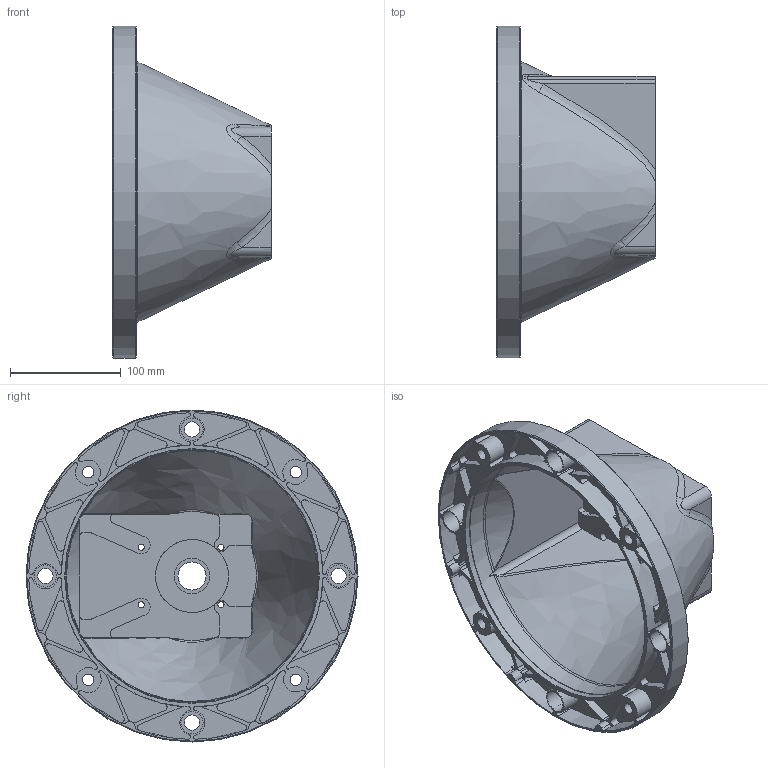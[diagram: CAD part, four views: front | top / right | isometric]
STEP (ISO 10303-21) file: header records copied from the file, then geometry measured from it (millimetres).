
FILE_DESCRIPTION(('STEP AP203'),'2;1');
FILE_NAME('LS310.stp','2005-07-21T17:42:01',(''),(''),'9.0.0','THINKDESIGN','');
FILE_SCHEMA(('CONFIG_CONTROL_DESIGN'));
Length unit declared in the file: millimetre
Bounding box: 143 x 300 x 300 mm (x, y, z)
Volume: 586385.3 mm3; surface area: 347039.8 mm2
Topology: 2 solids, 2 shells, 391 faces, 1122 edges, 751 vertices
Faces by surface type: cylinder 217, plane 119, bspline 55
Full cylindrical faces by diameter (mm): 5.5 x4, 10.25 x4, 14 x4, 20.154 x4, 25.4 x1, 32 x1, 66 x1, 67.5 x2, 230 x1, 235 x1, 300 x1
Entity records: 18320 total; most frequent: CARTESIAN_POINT 7677, DIRECTION 2300, ORIENTED_EDGE 2244, EDGE_CURVE 1122, AXIS2_PLACEMENT_3D 938, VERTEX_POINT 751, CIRCLE 602, EDGE_LOOP 435
